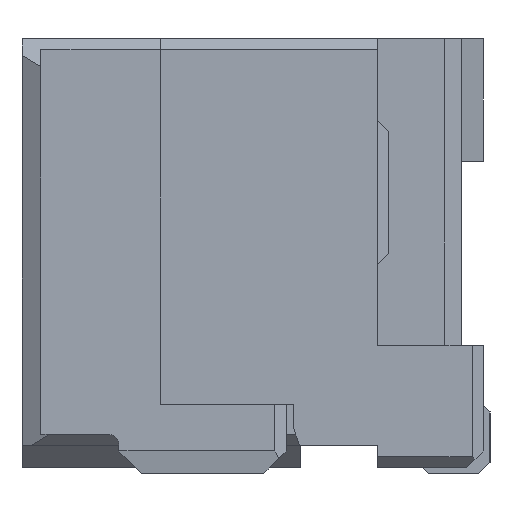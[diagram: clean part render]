
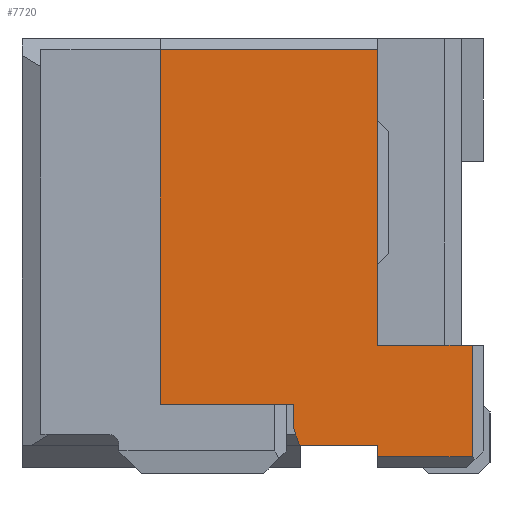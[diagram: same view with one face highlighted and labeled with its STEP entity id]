
A CAD part, left-side view. The second image highlights one B-rep face of the part: STEP entity #7720.
In plain terms, the highlighted planar face has unit normal (-1, 0, 0).
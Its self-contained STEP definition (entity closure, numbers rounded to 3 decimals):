
#369=FACE_OUTER_BOUND('',#767,.T.);
#767=EDGE_LOOP('',(#6348,#6349,#6350,#6351,#6352,#6353,#6354,#6355,#6356,
#6357,#6358));
#1280=LINE('',#11168,#2329);
#1677=LINE('',#11967,#2726);
#1683=LINE('',#11978,#2732);
#1688=LINE('',#11989,#2737);
#1689=LINE('',#11991,#2738);
#1690=LINE('',#11993,#2739);
#1691=LINE('',#11995,#2740);
#1692=LINE('',#11996,#2741);
#1693=LINE('',#11998,#2742);
#1694=LINE('',#12000,#2743);
#1695=LINE('',#12001,#2744);
#2329=VECTOR('',#9021,0.7);
#2726=VECTOR('',#9708,0.85);
#2732=VECTOR('',#9720,2.65);
#2737=VECTOR('',#9727,1.95);
#2738=VECTOR('',#9728,3.18);
#2739=VECTOR('',#9729,1.2);
#2740=VECTOR('',#9730,0.22);
#2741=VECTOR('',#9731,0.158);
#2742=VECTOR('',#9732,0.1);
#2743=VECTOR('',#9733,0.85);
#2744=VECTOR('',#9734,1.);
#3328=VERTEX_POINT('',#11165);
#3329=VERTEX_POINT('',#11167);
#3585=VERTEX_POINT('',#11964);
#3586=VERTEX_POINT('',#11966);
#3588=VERTEX_POINT('',#11976);
#3593=VERTEX_POINT('',#11988);
#3594=VERTEX_POINT('',#11990);
#3595=VERTEX_POINT('',#11992);
#3596=VERTEX_POINT('',#11994);
#3597=VERTEX_POINT('',#11997);
#3598=VERTEX_POINT('',#11999);
#4162=EDGE_CURVE('',#3328,#3329,#1280,.T.);
#4565=EDGE_CURVE('',#3585,#3586,#1677,.T.);
#4571=EDGE_CURVE('',#3588,#3585,#1683,.T.);
#4576=EDGE_CURVE('',#3593,#3588,#1688,.T.);
#4577=EDGE_CURVE('',#3593,#3594,#1689,.T.);
#4578=EDGE_CURVE('',#3595,#3594,#1690,.T.);
#4579=EDGE_CURVE('',#3595,#3596,#1691,.T.);
#4580=EDGE_CURVE('',#3596,#3329,#1692,.T.);
#4581=EDGE_CURVE('',#3328,#3597,#1693,.T.);
#4582=EDGE_CURVE('',#3597,#3598,#1694,.T.);
#4583=EDGE_CURVE('',#3598,#3586,#1695,.T.);
#6348=ORIENTED_EDGE('',*,*,#4565,.F.);
#6349=ORIENTED_EDGE('',*,*,#4571,.F.);
#6350=ORIENTED_EDGE('',*,*,#4576,.F.);
#6351=ORIENTED_EDGE('',*,*,#4577,.T.);
#6352=ORIENTED_EDGE('',*,*,#4578,.F.);
#6353=ORIENTED_EDGE('',*,*,#4579,.T.);
#6354=ORIENTED_EDGE('',*,*,#4580,.T.);
#6355=ORIENTED_EDGE('',*,*,#4162,.F.);
#6356=ORIENTED_EDGE('',*,*,#4581,.T.);
#6357=ORIENTED_EDGE('',*,*,#4582,.T.);
#6358=ORIENTED_EDGE('',*,*,#4583,.T.);
#7339=PLANE('',#8191);
#7720=ADVANCED_FACE('',(#369),#7339,.T.);
#8191=AXIS2_PLACEMENT_3D('',#11987,#9725,#9726);
#9021=DIRECTION('',(0.,1.,0.));
#9708=DIRECTION('',(0.,-1.,0.));
#9720=DIRECTION('',(0.,0.,-1.));
#9725=DIRECTION('center_axis',(-1.,0.,0.));
#9726=DIRECTION('ref_axis',(0.,-1.,0.));
#9727=DIRECTION('',(0.,-1.,0.));
#9728=DIRECTION('',(0.,0.,-1.));
#9729=DIRECTION('',(0.,1.,0.));
#9730=DIRECTION('',(0.,0.,-1.));
#9731=DIRECTION('',(0.,-0.316,-0.949));
#9732=DIRECTION('',(0.,0.,-1.));
#9733=DIRECTION('',(0.,-1.,0.));
#9734=DIRECTION('',(0.,0.,1.));
#11165=CARTESIAN_POINT('',(-11.,0.685,0.25));
#11167=CARTESIAN_POINT('',(-11.,1.385,0.25));
#11168=CARTESIAN_POINT('',(-11.,0.685,0.25));
#11964=CARTESIAN_POINT('',(-11.,0.685,1.15));
#11966=CARTESIAN_POINT('',(-11.,-0.165,1.15));
#11967=CARTESIAN_POINT('',(-11.,0.685,1.15));
#11976=CARTESIAN_POINT('',(-11.,0.685,3.8));
#11978=CARTESIAN_POINT('',(-11.,0.685,3.8));
#11987=CARTESIAN_POINT('Origin',(-11.,1.66,2.485));
#11988=CARTESIAN_POINT('',(-11.,2.635,3.8));
#11989=CARTESIAN_POINT('',(-11.,2.635,3.8));
#11990=CARTESIAN_POINT('',(-11.,2.635,0.62));
#11991=CARTESIAN_POINT('',(-11.,2.635,3.8));
#11992=CARTESIAN_POINT('',(-11.,1.435,0.62));
#11993=CARTESIAN_POINT('',(-11.,1.435,0.62));
#11994=CARTESIAN_POINT('',(-11.,1.435,0.4));
#11995=CARTESIAN_POINT('',(-11.,1.435,0.62));
#11996=CARTESIAN_POINT('',(-11.,1.435,0.4));
#11997=CARTESIAN_POINT('',(-11.,0.685,0.15));
#11998=CARTESIAN_POINT('',(-11.,0.685,0.25));
#11999=CARTESIAN_POINT('',(-11.,-0.165,0.15));
#12000=CARTESIAN_POINT('',(-11.,0.685,0.15));
#12001=CARTESIAN_POINT('',(-11.,-0.165,0.15));
